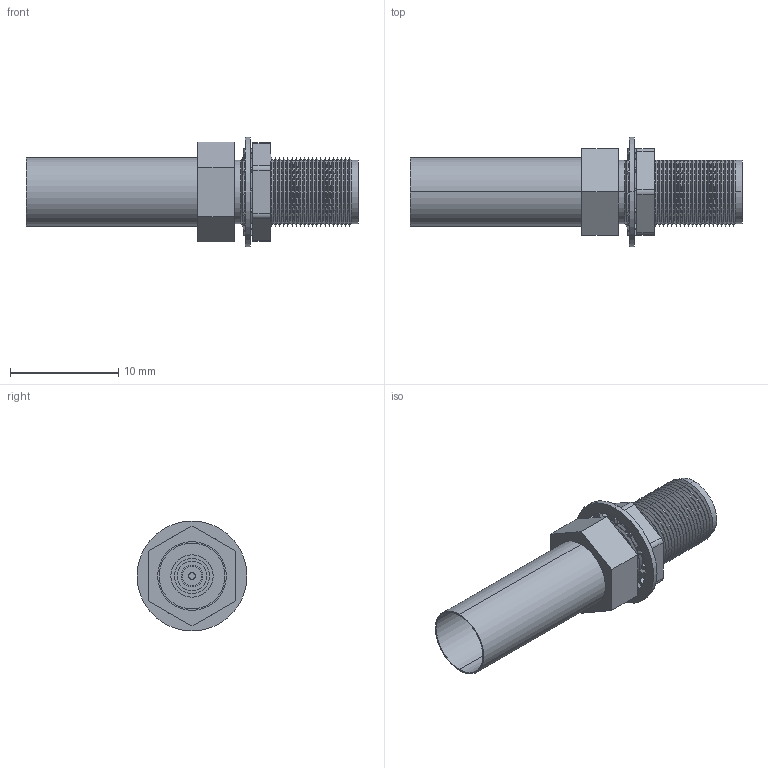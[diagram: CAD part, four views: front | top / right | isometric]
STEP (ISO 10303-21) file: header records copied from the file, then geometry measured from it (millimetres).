
FILE_DESCRIPTION (( 'STEP AP203' ), '1' );
FILE_NAME ('BAC503.STEP', '2006-06-23T18:21:16', ( 'lcom' ), ( 'lcom' ), 'SwSTEP 2.0', 'SolidWorks 2006004', '' );
FILE_SCHEMA (( 'CONFIG_CONTROL_DESIGN' ));
Length unit declared in the file: inch
Products named in the file (7): BAC503-MA7; BAC503; BAC503-MA4; BAC503-MA1; 3AA03-014; BAC503-MA8; 3AA02-018
Assembly tree (6 placements, depth 2):
  BAC503
    BAC503-MA8
    3AA03-014
    3AA02-018
    BAC503-MA4
    BAC503-MA1
    BAC503-MA7
Bounding box: 30.68 x 10.16 x 10.16 mm (x, y, z)
Volume: 615.2 mm3; surface area: 1876.1 mm2
Topology: 6 solids, 6 shells, 453 faces, 1067 edges, 633 vertices
Faces by surface type: plane 181, cone 164, cylinder 108
Entity records: 13810 total; most frequent: CARTESIAN_POINT 2726, DIRECTION 2217, ORIENTED_EDGE 2134, EDGE_CURVE 1067, AXIS2_PLACEMENT_3D 824, VERTEX_POINT 633, VECTOR 569, LINE 569
